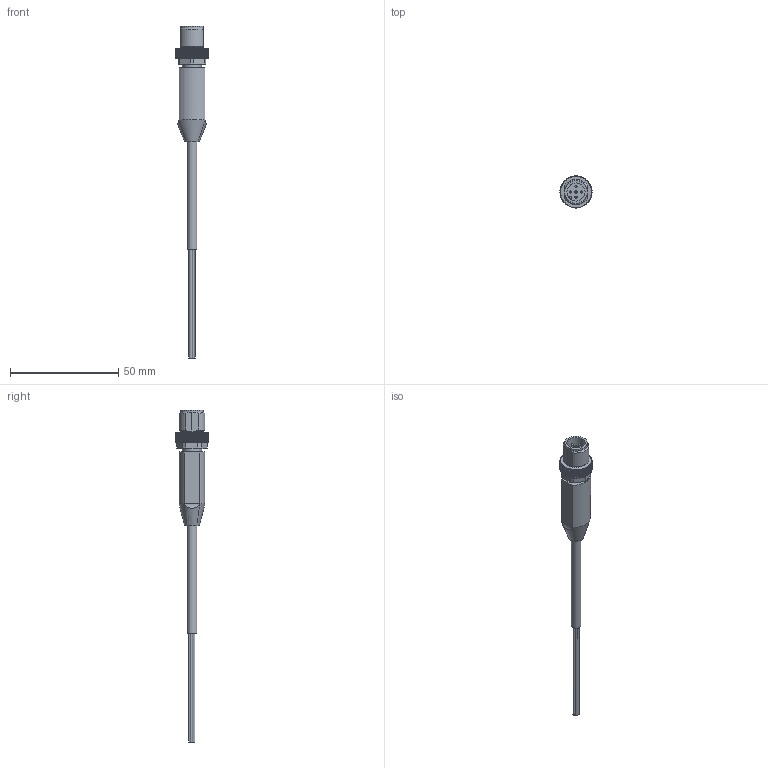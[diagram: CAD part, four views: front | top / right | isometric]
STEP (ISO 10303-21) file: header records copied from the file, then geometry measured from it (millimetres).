
FILE_DESCRIPTION(/* description */ ('STEP AP214'),/* implementation_level */ '2;1');
FILE_NAME(/* name */ '8078268_NEBA-LE5-U-2_5-N-M12G5',/* time_stamp */ '2024-09-11T21:41:17+02:00',/* author */ ('License CC BY-ND 4.0'),/* organization */ ('CADENAS'),/* preprocessor_version */ 'ST-DEVELOPER v19.3',/* originating_system */ 'PARTsolutions',/* authorisation */ ' ');
FILE_SCHEMA (('AUTOMOTIVE_DESIGN {1 0 10303 214 3 1 1}'));
Length unit declared in the file: millimetre
Products named in the file (2): 8078268 NEBA-LE5-U-2.5-N-M12G5---(12400p); 8159601 NEBA-M12G5---(2400P)
Assembly tree (1 placements, depth 2):
  8078268 NEBA-LE5-U-2.5-N-M12G5---(12400p)
    8159601 NEBA-M12G5---(2400P)
Bounding box: 14.9 x 14.89 x 153.4 mm (x, y, z)
Volume: 6781.7 mm3; surface area: 4462.5 mm2
Topology: 1 solids, 1 shells, 349 faces, 1002 edges, 667 vertices
Faces by surface type: plane 121, cylinder 119, torus 96, sphere 5, bspline 4, cone 4
Full cylindrical faces by diameter (mm): 1 x5, 1.15 x5, 4.5 x1, 8.375 x1, 8.85 x1, 10.45 x1
Entity records: 14047 total; most frequent: CARTESIAN_POINT 2659, ORIENTED_EDGE 1938, DIRECTION 1798, EDGE_CURVE 969, AXIS2_PLACEMENT_3D 686, VERTEX_POINT 653, LINE 426, VECTOR 426
